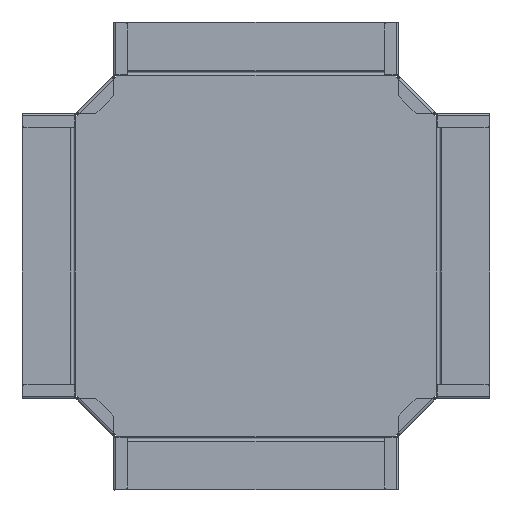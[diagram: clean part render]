
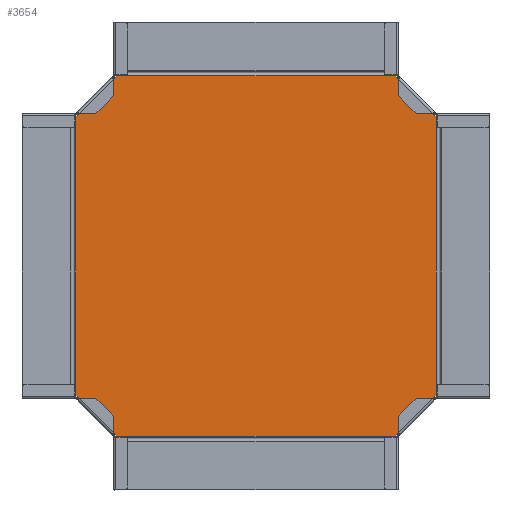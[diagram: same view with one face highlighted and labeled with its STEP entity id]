
A CAD part, top view. The second image highlights one B-rep face of the part: STEP entity #3654.
In plain terms, the highlighted planar face has unit normal (0, 0, 1).
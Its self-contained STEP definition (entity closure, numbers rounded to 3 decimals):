
#2615=DIRECTION('',(-0.707,0.707,0.));
#2616=VECTOR('',#2615,57.631);
#2617=CARTESIAN_POINT('',(190.752,150.,0.));
#2618=LINE('',#2617,#2616);
#2619=DIRECTION('',(-1.,0.,0.));
#2620=VECTOR('',#2619,2.);
#2621=CARTESIAN_POINT('',(192.752,150.,0.));
#2622=LINE('',#2621,#2620);
#2623=DIRECTION('',(0.707,0.707,0.));
#2624=VECTOR('',#2623,57.631);
#2625=CARTESIAN_POINT('',(150.,-190.752,0.));
#2626=LINE('',#2625,#2624);
#2627=DIRECTION('',(0.,1.,0.));
#2628=VECTOR('',#2627,2.);
#2629=CARTESIAN_POINT('',(150.,-192.752,0.));
#2630=LINE('',#2629,#2628);
#2631=DIRECTION('',(0.707,-0.707,0.));
#2632=VECTOR('',#2631,57.631);
#2633=CARTESIAN_POINT('',(-190.752,-150.,0.));
#2634=LINE('',#2633,#2632);
#2635=DIRECTION('',(1.,0.,0.));
#2636=VECTOR('',#2635,2.);
#2637=CARTESIAN_POINT('',(-192.752,-150.,0.));
#2638=LINE('',#2637,#2636);
#2639=DIRECTION('',(-0.707,-0.707,0.));
#2640=VECTOR('',#2639,57.631);
#2641=CARTESIAN_POINT('',(-150.,190.752,0.));
#2642=LINE('',#2641,#2640);
#2643=DIRECTION('',(0.,-1.,0.));
#2644=VECTOR('',#2643,2.);
#2645=CARTESIAN_POINT('',(-150.,192.752,0.));
#2646=LINE('',#2645,#2644);
#2731=DIRECTION('',(0.,1.,0.));
#2732=VECTOR('',#2731,2.);
#2733=CARTESIAN_POINT('',(-150.,-192.752,0.));
#2734=LINE('',#2733,#2732);
#2787=DIRECTION('',(1.,0.,0.));
#2788=VECTOR('',#2787,2.);
#2789=CARTESIAN_POINT('',(-192.752,150.,0.));
#2790=LINE('',#2789,#2788);
#2839=DIRECTION('',(0.,-1.,0.));
#2840=VECTOR('',#2839,2.);
#2841=CARTESIAN_POINT('',(150.,192.752,0.));
#2842=LINE('',#2841,#2840);
#2847=DIRECTION('',(1.,0.,0.));
#2848=VECTOR('',#2847,300.);
#2849=CARTESIAN_POINT('',(-150.,192.752,0.));
#2850=LINE('',#2849,#2848);
#2973=DIRECTION('',(0.,1.,0.));
#2974=VECTOR('',#2973,300.);
#2975=CARTESIAN_POINT('',(-192.752,-150.,0.));
#2976=LINE('',#2975,#2974);
#3103=DIRECTION('',(-1.,0.,0.));
#3104=VECTOR('',#3103,300.);
#3105=CARTESIAN_POINT('',(150.,-192.752,0.));
#3106=LINE('',#3105,#3104);
#3229=DIRECTION('',(-1.,0.,0.));
#3230=VECTOR('',#3229,2.);
#3231=CARTESIAN_POINT('',(192.752,-150.,0.));
#3232=LINE('',#3231,#3230);
#3247=DIRECTION('',(0.,-1.,0.));
#3248=VECTOR('',#3247,300.);
#3249=CARTESIAN_POINT('',(192.752,150.,0.));
#3250=LINE('',#3249,#3248);
#3420=CARTESIAN_POINT('',(-190.752,-150.,0.));
#3422=VERTEX_POINT('',#3420);
#3427=CARTESIAN_POINT('',(-150.,192.752,0.));
#3428=VERTEX_POINT('',#3427);
#3433=CARTESIAN_POINT('',(150.,192.752,0.));
#3434=VERTEX_POINT('',#3433);
#3486=CARTESIAN_POINT('',(-150.,190.752,0.));
#3488=VERTEX_POINT('',#3486);
#3495=CARTESIAN_POINT('',(-192.752,-150.,0.));
#3497=VERTEX_POINT('',#3495);
#3506=CARTESIAN_POINT('',(-190.752,150.,0.));
#3508=VERTEX_POINT('',#3506);
#3511=CARTESIAN_POINT('',(-192.752,150.,0.));
#3512=VERTEX_POINT('',#3511);
#3539=CARTESIAN_POINT('',(192.752,-150.,0.));
#3540=VERTEX_POINT('',#3539);
#3569=CARTESIAN_POINT('',(192.752,150.,0.));
#3570=VERTEX_POINT('',#3569);
#3571=CARTESIAN_POINT('',(190.752,150.,0.));
#3572=CARTESIAN_POINT('',(150.,190.752,0.));
#3573=VERTEX_POINT('',#3571);
#3574=VERTEX_POINT('',#3572);
#3575=CARTESIAN_POINT('',(-150.,-192.752,0.));
#3576=CARTESIAN_POINT('',(-150.,-190.752,0.));
#3577=VERTEX_POINT('',#3575);
#3578=VERTEX_POINT('',#3576);
#3579=CARTESIAN_POINT('',(150.,-192.752,0.));
#3580=VERTEX_POINT('',#3579);
#3581=CARTESIAN_POINT('',(150.,-190.752,0.));
#3582=CARTESIAN_POINT('',(190.752,-150.,0.));
#3583=VERTEX_POINT('',#3581);
#3584=VERTEX_POINT('',#3582);
#3615=CARTESIAN_POINT('',(0.,-150.,0.));
#3616=DIRECTION('',(0.,0.,1.));
#3617=DIRECTION('',(1.,0.,0.));
#3618=AXIS2_PLACEMENT_3D('',#3615,#3616,#3617);
#3619=PLANE('',#3618);
#3621=ORIENTED_EDGE('',*,*,#3620,.F.);
#3623=ORIENTED_EDGE('',*,*,#3622,.F.);
#3625=ORIENTED_EDGE('',*,*,#3624,.T.);
#3627=ORIENTED_EDGE('',*,*,#3626,.T.);
#3629=ORIENTED_EDGE('',*,*,#3628,.F.);
#3631=ORIENTED_EDGE('',*,*,#3630,.F.);
#3633=ORIENTED_EDGE('',*,*,#3632,.T.);
#3635=ORIENTED_EDGE('',*,*,#3634,.T.);
#3637=ORIENTED_EDGE('',*,*,#3636,.F.);
#3639=ORIENTED_EDGE('',*,*,#3638,.F.);
#3641=ORIENTED_EDGE('',*,*,#3640,.T.);
#3643=ORIENTED_EDGE('',*,*,#3642,.T.);
#3645=ORIENTED_EDGE('',*,*,#3644,.F.);
#3647=ORIENTED_EDGE('',*,*,#3646,.F.);
#3649=ORIENTED_EDGE('',*,*,#3648,.T.);
#3651=ORIENTED_EDGE('',*,*,#3650,.T.);
#3652=EDGE_LOOP('',(#3621,#3623,#3625,#3627,#3629,#3631,#3633,#3635,#3637,#3639,
#3641,#3643,#3645,#3647,#3649,#3651));
#3653=FACE_OUTER_BOUND('',#3652,.F.);
#3654=ADVANCED_FACE('',(#3653),#3619,.T.);
#3620=EDGE_CURVE('',#3573,#3574,#2618,.T.);
#3622=EDGE_CURVE('',#3570,#3573,#2622,.T.);
#3624=EDGE_CURVE('',#3570,#3540,#3250,.T.);
#3626=EDGE_CURVE('',#3540,#3584,#3232,.T.);
#3628=EDGE_CURVE('',#3583,#3584,#2626,.T.);
#3630=EDGE_CURVE('',#3580,#3583,#2630,.T.);
#3632=EDGE_CURVE('',#3580,#3577,#3106,.T.);
#3634=EDGE_CURVE('',#3577,#3578,#2734,.T.);
#3636=EDGE_CURVE('',#3422,#3578,#2634,.T.);
#3638=EDGE_CURVE('',#3497,#3422,#2638,.T.);
#3640=EDGE_CURVE('',#3497,#3512,#2976,.T.);
#3642=EDGE_CURVE('',#3512,#3508,#2790,.T.);
#3644=EDGE_CURVE('',#3488,#3508,#2642,.T.);
#3646=EDGE_CURVE('',#3428,#3488,#2646,.T.);
#3648=EDGE_CURVE('',#3428,#3434,#2850,.T.);
#3650=EDGE_CURVE('',#3434,#3574,#2842,.T.);
